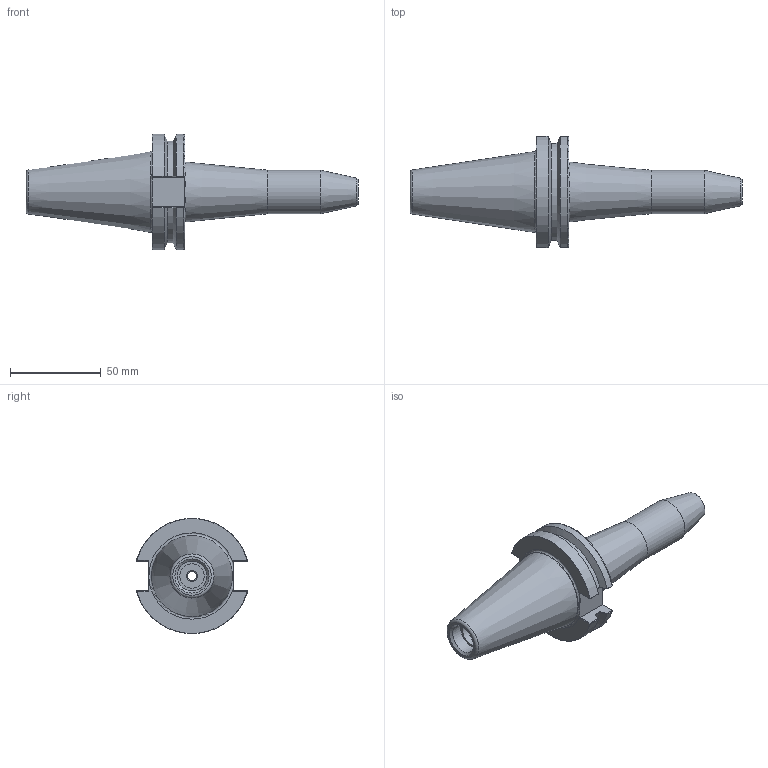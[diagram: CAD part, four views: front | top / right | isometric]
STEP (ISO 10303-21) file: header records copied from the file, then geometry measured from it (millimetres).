
FILE_DESCRIPTION(/* description */ (''),/* implementation_level */ '2;1');
FILE_NAME(/* name */ 'CAT40 SF.1875-4.5DT.step',/* time_stamp */ '2025-07-28T08:31:29-05:00',/* author */ (''),/* organization */ (''),/* preprocessor_version */ 'ST-DEVELOPER v20.1',/* originating_system */ 'Autodesk Translation Framework v14.10.0.0',/* authorisation */ '');
FILE_SCHEMA (('AUTOMOTIVE_DESIGN { 1 0 10303 214 3 1 1 }'));
Length unit declared in the file: inch
Products named in the file (2): CAT40 Dual Contact Template; CAT40 Dual Contact 2.69 v1
Assembly tree (1 placements, depth 2):
  CAT40 Dual Contact Template
    CAT40 Dual Contact 2.69 v1
Bounding box: 182.63 x 61.14 x 63.26 mm (x, y, z)
Volume: 148087.7 mm3; surface area: 29250.6 mm2
Topology: 1 solids, 1 shells, 81 faces, 211 edges, 135 vertices
Faces by surface type: plane 32, bspline 16, cone 13, cylinder 13, torus 7
Full cylindrical faces by diameter (mm): 4.762 x1, 6.286 x1, 11.112 x1, 13.386 x1, 16.256 x1, 24.003 x1, 44.45 x1
Entity records: 3138 total; most frequent: CARTESIAN_POINT 1179, ORIENTED_EDGE 420, DIRECTION 357, EDGE_CURVE 210, VERTEX_POINT 135, AXIS2_PLACEMENT_3D 124, LINE 109, VECTOR 109
